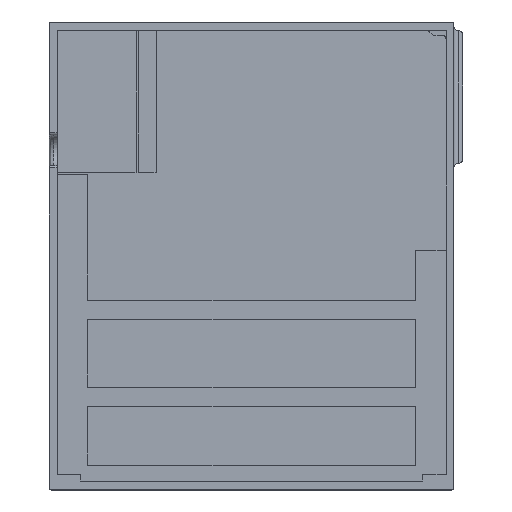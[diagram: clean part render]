
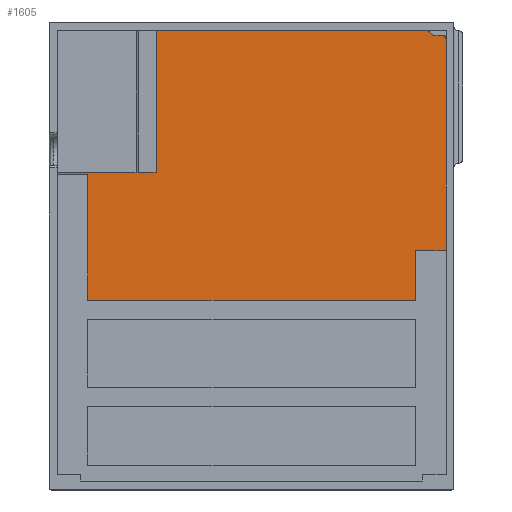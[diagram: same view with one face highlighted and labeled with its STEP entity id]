
A CAD part, top view. The second image highlights one B-rep face of the part: STEP entity #1605.
In plain terms, the highlighted planar face has unit normal (0, 0, 1).
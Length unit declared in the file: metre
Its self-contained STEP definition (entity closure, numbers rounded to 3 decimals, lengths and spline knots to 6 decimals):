
#216=ORIENTED_EDGE('',*,*,#681,.F.);
#217=ORIENTED_EDGE('',*,*,#682,.T.);
#218=ORIENTED_EDGE('',*,*,#642,.T.);
#219=ORIENTED_EDGE('',*,*,#683,.F.);
#220=ORIENTED_EDGE('',*,*,#684,.T.);
#221=ORIENTED_EDGE('',*,*,#685,.T.);
#222=ORIENTED_EDGE('',*,*,#686,.F.);
#223=ORIENTED_EDGE('',*,*,#687,.F.);
#224=ORIENTED_EDGE('',*,*,#605,.F.);
#225=ORIENTED_EDGE('',*,*,#688,.T.);
#226=ORIENTED_EDGE('',*,*,#689,.T.);
#227=ORIENTED_EDGE('',*,*,#690,.F.);
#228=ORIENTED_EDGE('',*,*,#691,.F.);
#229=ORIENTED_EDGE('',*,*,#692,.T.);
#605=EDGE_CURVE('',#845,#846,#991,.F.);
#642=EDGE_CURVE('',#879,#878,#1022,.F.);
#681=EDGE_CURVE('',#909,#910,#1057,.T.);
#682=EDGE_CURVE('',#909,#879,#1058,.T.);
#683=EDGE_CURVE('',#911,#878,#1059,.T.);
#684=EDGE_CURVE('',#911,#912,#1060,.T.);
#685=EDGE_CURVE('',#912,#913,#1061,.T.);
#686=EDGE_CURVE('',#914,#913,#1062,.T.);
#687=EDGE_CURVE('',#846,#914,#1063,.T.);
#688=EDGE_CURVE('',#845,#915,#1064,.T.);
#689=EDGE_CURVE('',#915,#916,#1065,.T.);
#690=EDGE_CURVE('',#917,#916,#1066,.T.);
#691=EDGE_CURVE('',#918,#917,#1067,.T.);
#692=EDGE_CURVE('',#918,#910,#1068,.T.);
#845=VERTEX_POINT('',#2343);
#846=VERTEX_POINT('',#2345);
#878=VERTEX_POINT('',#2416);
#879=VERTEX_POINT('',#2418);
#909=VERTEX_POINT('',#2502);
#910=VERTEX_POINT('',#2503);
#911=VERTEX_POINT('',#2506);
#912=VERTEX_POINT('',#2508);
#913=VERTEX_POINT('',#2510);
#914=VERTEX_POINT('',#2512);
#915=VERTEX_POINT('',#2515);
#916=VERTEX_POINT('',#2517);
#917=VERTEX_POINT('',#2519);
#918=VERTEX_POINT('',#2521);
#991=LINE('',#2344,#1169);
#1022=LINE('',#2417,#1200);
#1057=LINE('',#2501,#1235);
#1058=LINE('',#2504,#1236);
#1059=LINE('',#2505,#1237);
#1060=LINE('',#2507,#1238);
#1061=LINE('',#2509,#1239);
#1062=LINE('',#2511,#1240);
#1063=LINE('',#2513,#1241);
#1064=LINE('',#2514,#1242);
#1065=LINE('',#2516,#1243);
#1066=LINE('',#2518,#1244);
#1067=LINE('',#2520,#1245);
#1068=LINE('',#2522,#1246);
#1169=VECTOR('',#1863,1.);
#1200=VECTOR('',#1912,1.);
#1235=VECTOR('',#1969,1.);
#1236=VECTOR('',#1970,1.);
#1237=VECTOR('',#1971,1.);
#1238=VECTOR('',#1972,1.);
#1239=VECTOR('',#1973,1.);
#1240=VECTOR('',#1974,1.);
#1241=VECTOR('',#1975,1.);
#1242=VECTOR('',#1976,1.);
#1243=VECTOR('',#1977,1.);
#1244=VECTOR('',#1978,1.);
#1245=VECTOR('',#1979,1.);
#1246=VECTOR('',#1980,1.);
#1355=EDGE_LOOP('',(#216,#217,#218,#219,#220,#221,#222,#223,#224,#225,#226,
#227,#228,#229));
#1455=FACE_BOUND('',#1355,.T.);
#1553=PLANE('',#1723);
#1605=ADVANCED_FACE('',(#1455),#1553,.F.);
#1723=AXIS2_PLACEMENT_3D('',#2500,#1967,#1968);
#1863=DIRECTION('',(0.,1.,0.));
#1912=DIRECTION('',(0.,1.,0.));
#1967=DIRECTION('',(0.,0.,-1.));
#1968=DIRECTION('',(1.,0.,0.));
#1969=DIRECTION('',(0.,1.,0.));
#1970=DIRECTION('',(-1.,0.,0.));
#1971=DIRECTION('',(-1.,0.,0.));
#1972=DIRECTION('',(0.,-1.,0.));
#1973=DIRECTION('',(1.,0.,0.));
#1974=DIRECTION('',(0.,-1.,0.));
#1975=DIRECTION('',(-1.,0.,0.));
#1976=DIRECTION('',(-1.,0.,0.));
#1977=DIRECTION('',(0.,-1.,0.));
#1978=DIRECTION('',(1.,0.,0.));
#1979=DIRECTION('',(0.,-1.,0.));
#1980=DIRECTION('',(-1.,0.,0.));
#2343=CARTESIAN_POINT('',(0.044084,0.05016,-0.0093));
#2344=CARTESIAN_POINT('',(0.044084,0.000156,-0.0093));
#2345=CARTESIAN_POINT('',(0.044084,0.000362,-0.0093));
#2416=CARTESIAN_POINT('',(-0.044084,0.01766,-0.0093));
#2417=CARTESIAN_POINT('',(-0.044084,0.000156,-0.0093));
#2418=CARTESIAN_POINT('',(-0.044084,0.01816,-0.0093));
#2500=CARTESIAN_POINT('',(0.,-0.000859,-0.0093));
#2501=CARTESIAN_POINT('',(-0.026214,-0.000859,-0.0093));
#2502=CARTESIAN_POINT('',(-0.026214,0.01816,-0.0093));
#2503=CARTESIAN_POINT('',(-0.026214,0.05016,-0.0093));
#2504=CARTESIAN_POINT('',(0.,0.01816,-0.0093));
#2505=CARTESIAN_POINT('',(-0.0405,0.01766,-0.0093));
#2506=CARTESIAN_POINT('',(-0.037166,0.01766,-0.0093));
#2507=CARTESIAN_POINT('',(-0.037166,-0.003258,-0.0093));
#2508=CARTESIAN_POINT('',(-0.037166,-0.010878,-0.0093));
#2509=CARTESIAN_POINT('',(-0.000019,-0.010878,-0.0093));
#2510=CARTESIAN_POINT('',(0.037129,-0.010878,-0.0093));
#2511=CARTESIAN_POINT('',(0.037129,-0.003258,-0.0093));
#2512=CARTESIAN_POINT('',(0.037129,0.000362,-0.0093));
#2513=CARTESIAN_POINT('',(0.040482,0.000362,-0.0093));
#2514=CARTESIAN_POINT('',(0.,0.05016,-0.0093));
#2515=CARTESIAN_POINT('',(-0.021666,0.05016,-0.0093));
#2516=CARTESIAN_POINT('',(-0.021666,0.03516,-0.0093));
#2517=CARTESIAN_POINT('',(-0.021666,0.01816,-0.0093));
#2518=CARTESIAN_POINT('',(0.233604,0.01816,-0.0093));
#2519=CARTESIAN_POINT('',(-0.025714,0.01816,-0.0093));
#2520=CARTESIAN_POINT('',(-0.025714,0.03416,-0.0093));
#2521=CARTESIAN_POINT('',(-0.025714,0.05016,-0.0093));
#2522=CARTESIAN_POINT('',(0.,0.05016,-0.0093));
